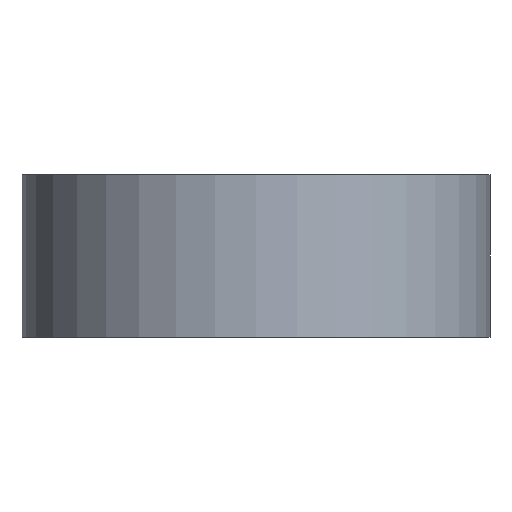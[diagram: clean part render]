
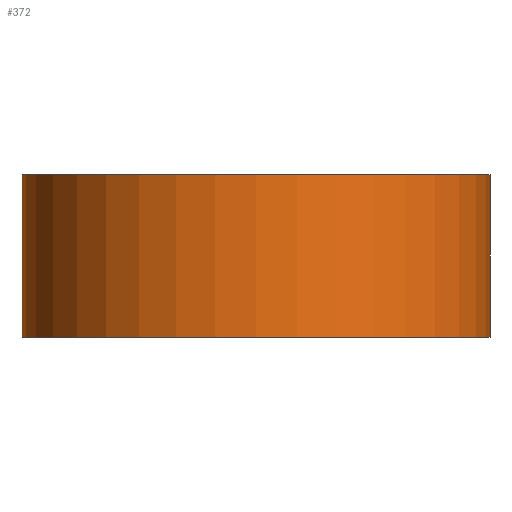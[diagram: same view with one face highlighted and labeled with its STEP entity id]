
A CAD part, front view. The second image highlights one B-rep face of the part: STEP entity #372.
In plain terms, the highlighted cylindrical face has radius 27.407 mm (diameter 54.813 mm), a partial arc.
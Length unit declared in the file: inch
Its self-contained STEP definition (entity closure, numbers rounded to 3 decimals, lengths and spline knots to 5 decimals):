
#7 = VERTEX_POINT ( 'NONE', #150 ) ;
#8 = CARTESIAN_POINT ( 'NONE',  ( -0.048, -2.562, 0.375 ) ) ;
#9 = LINE ( 'NONE', #176, #184 ) ;
#42 = CIRCLE ( 'NONE', #389, 1.079 ) ;
#43 = CIRCLE ( 'NONE', #329, 1.079 ) ;
#63 = CYLINDRICAL_SURFACE ( 'NONE', #432, 1.079 ) ;
#93 = CARTESIAN_POINT ( 'NONE',  ( 1.031, -2.562, 0.375 ) ) ;
#95 = EDGE_CURVE ( 'NONE', #461, #7, #43, .T. ) ;
#110 = EDGE_CURVE ( 'NONE', #171, #388, #42, .T. ) ;
#135 = DIRECTION ( 'NONE',  ( 0., 0., -1. ) ) ;
#150 = CARTESIAN_POINT ( 'NONE',  ( -0.048, -2.562, 0.375 ) ) ;
#171 = VERTEX_POINT ( 'NONE', #457 ) ;
#173 = DIRECTION ( 'NONE',  ( 0., 0., -1. ) ) ;
#176 = CARTESIAN_POINT ( 'NONE',  ( 1.031, -1.483, 0.375 ) ) ;
#184 = VECTOR ( 'NONE', #135, 39.37008 ) ;
#190 = EDGE_LOOP ( 'NONE', ( #342, #380, #203, #408 ) ) ;
#203 = ORIENTED_EDGE ( 'NONE', *, *, #95, .T. ) ;
#226 = DIRECTION ( 'NONE',  ( 0., 0., -1. ) ) ;
#258 = DIRECTION ( 'NONE',  ( 0., 0., -1. ) ) ;
#262 = CARTESIAN_POINT ( 'NONE',  ( 1.031, -2.562, 0.375 ) ) ;
#267 = DIRECTION ( 'NONE',  ( 1., 0., 0. ) ) ;
#272 = CARTESIAN_POINT ( 'NONE',  ( -0.048, -2.562, -0.375 ) ) ;
#305 = EDGE_CURVE ( 'NONE', #7, #388, #550, .T. ) ;
#321 = EDGE_CURVE ( 'NONE', #461, #171, #9, .T. ) ;
#329 = AXIS2_PLACEMENT_3D ( 'NONE', #93, #226, #267 ) ;
#342 = ORIENTED_EDGE ( 'NONE', *, *, #110, .F. ) ;
#345 = CARTESIAN_POINT ( 'NONE',  ( 1.031, -2.562, -0.375 ) ) ;
#349 = DIRECTION ( 'NONE',  ( 0., 0., -1. ) ) ;
#352 = DIRECTION ( 'NONE',  ( 1., 0., 0. ) ) ;
#372 = ADVANCED_FACE ( 'NONE', ( #460 ), #63, .T. ) ;
#380 = ORIENTED_EDGE ( 'NONE', *, *, #321, .F. ) ;
#388 = VERTEX_POINT ( 'NONE', #272 ) ;
#389 = AXIS2_PLACEMENT_3D ( 'NONE', #345, #349, #352 ) ;
#408 = ORIENTED_EDGE ( 'NONE', *, *, #305, .T. ) ;
#432 = AXIS2_PLACEMENT_3D ( 'NONE', #262, #258, #539 ) ;
#457 = CARTESIAN_POINT ( 'NONE',  ( 1.031, -1.483, -0.375 ) ) ;
#460 = FACE_OUTER_BOUND ( 'NONE', #190, .T. ) ;
#461 = VERTEX_POINT ( 'NONE', #557 ) ;
#539 = DIRECTION ( 'NONE',  ( -1., 0., 0. ) ) ;
#550 = LINE ( 'NONE', #8, #555 ) ;
#555 = VECTOR ( 'NONE', #173, 39.37008 ) ;
#557 = CARTESIAN_POINT ( 'NONE',  ( 1.031, -1.483, 0.375 ) ) ;
